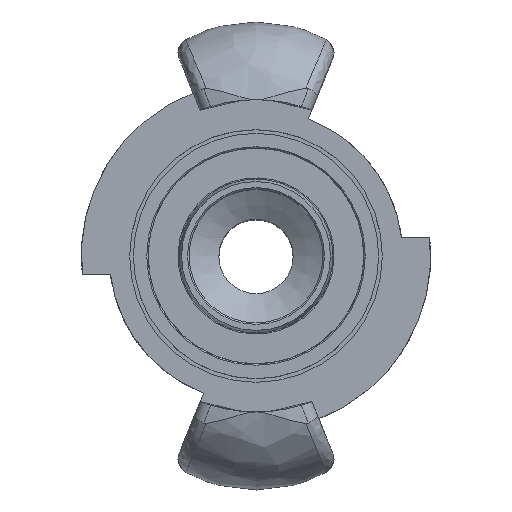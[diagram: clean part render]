
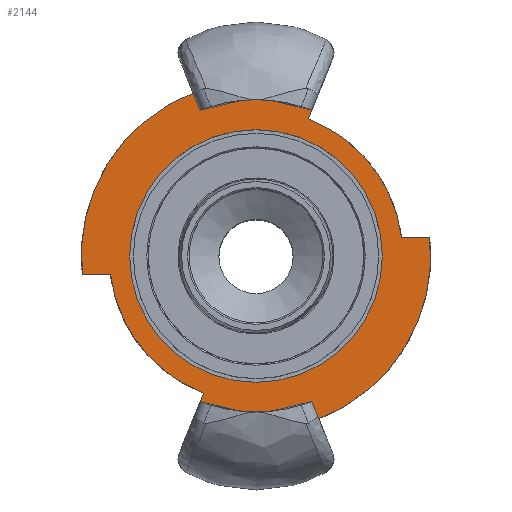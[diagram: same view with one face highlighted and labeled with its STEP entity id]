
A CAD part, top view. The second image highlights one B-rep face of the part: STEP entity #2144.
In plain terms, the highlighted planar face has unit normal (0, 0, 1).
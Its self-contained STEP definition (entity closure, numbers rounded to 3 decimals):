
#51=FACE_BOUND('',#314,.T.);
#180=FACE_OUTER_BOUND('',#313,.T.);
#313=EDGE_LOOP('',(#1528,#1529,#1530,#1531,#1532,#1533,#1534,#1535,#1536,
#1537,#1538,#1539));
#314=EDGE_LOOP('',(#1540));
#443=CIRCLE('',#2276,25.5);
#449=CIRCLE('',#2285,25.5);
#453=CIRCLE('',#2297,19.75);
#456=CIRCLE('',#2300,19.75);
#467=CIRCLE('',#2326,23.5);
#468=CIRCLE('',#2327,23.5);
#469=CIRCLE('',#2328,17.);
#579=LINE('',#3179,#676);
#586=LINE('',#3207,#683);
#593=LINE('',#3226,#690);
#598=LINE('',#3250,#695);
#607=LINE('',#3373,#704);
#616=LINE('',#4242,#713);
#676=VECTOR('',#2538,10.);
#683=VECTOR('',#2549,10.);
#690=VECTOR('',#2562,10.);
#695=VECTOR('',#2571,10.);
#704=VECTOR('',#2618,10.);
#713=VECTOR('',#2695,10.);
#824=VERTEX_POINT('',#3176);
#825=VERTEX_POINT('',#3178);
#833=VERTEX_POINT('',#3204);
#834=VERTEX_POINT('',#3206);
#842=VERTEX_POINT('',#3223);
#843=VERTEX_POINT('',#3225);
#849=VERTEX_POINT('',#3247);
#850=VERTEX_POINT('',#3249);
#860=VERTEX_POINT('',#3366);
#863=VERTEX_POINT('',#3371);
#875=VERTEX_POINT('',#3482);
#901=VERTEX_POINT('',#4240);
#902=VERTEX_POINT('',#4244);
#1020=EDGE_CURVE('',#825,#824,#579,.T.);
#1029=EDGE_CURVE('',#833,#834,#586,.T.);
#1038=EDGE_CURVE('',#842,#843,#593,.T.);
#1045=EDGE_CURVE('',#849,#850,#598,.T.);
#1049=EDGE_CURVE('',#834,#842,#443,.T.);
#1058=EDGE_CURVE('',#825,#849,#449,.T.);
#1069=EDGE_CURVE('',#863,#860,#607,.T.);
#1082=EDGE_CURVE('',#875,#850,#453,.T.);
#1090=EDGE_CURVE('',#863,#843,#456,.T.);
#1133=EDGE_CURVE('',#833,#901,#467,.T.);
#1134=EDGE_CURVE('',#901,#875,#616,.T.);
#1135=EDGE_CURVE('',#824,#860,#468,.T.);
#1136=EDGE_CURVE('',#902,#902,#469,.T.);
#1528=ORIENTED_EDGE('',*,*,#1133,.T.);
#1529=ORIENTED_EDGE('',*,*,#1134,.T.);
#1530=ORIENTED_EDGE('',*,*,#1082,.T.);
#1531=ORIENTED_EDGE('',*,*,#1045,.F.);
#1532=ORIENTED_EDGE('',*,*,#1058,.F.);
#1533=ORIENTED_EDGE('',*,*,#1020,.T.);
#1534=ORIENTED_EDGE('',*,*,#1135,.T.);
#1535=ORIENTED_EDGE('',*,*,#1069,.F.);
#1536=ORIENTED_EDGE('',*,*,#1090,.T.);
#1537=ORIENTED_EDGE('',*,*,#1038,.F.);
#1538=ORIENTED_EDGE('',*,*,#1049,.F.);
#1539=ORIENTED_EDGE('',*,*,#1029,.F.);
#1540=ORIENTED_EDGE('',*,*,#1136,.T.);
#1938=PLANE('',#2325);
#2144=ADVANCED_FACE('',(#180,#51),#1938,.F.);
#2276=AXIS2_PLACEMENT_3D('',#3266,#2577,#2578);
#2285=AXIS2_PLACEMENT_3D('',#3300,#2597,#2598);
#2297=AXIS2_PLACEMENT_3D('',#3483,#2632,#2633);
#2300=AXIS2_PLACEMENT_3D('',#3539,#2639,#2640);
#2325=AXIS2_PLACEMENT_3D('',#4239,#2691,#2692);
#2326=AXIS2_PLACEMENT_3D('',#4241,#2693,#2694);
#2327=AXIS2_PLACEMENT_3D('',#4243,#2696,#2697);
#2328=AXIS2_PLACEMENT_3D('',#4245,#2698,#2699);
#2538=DIRECTION('',(-0.375,0.927,0.));
#2549=DIRECTION('',(-0.375,0.927,0.));
#2562=DIRECTION('',(-0.375,-0.927,0.));
#2571=DIRECTION('',(0.375,0.927,0.));
#2577=DIRECTION('center_axis',(0.,0.,
-1.));
#2578=DIRECTION('ref_axis',(0.,1.,0.));
#2597=DIRECTION('center_axis',(0.,0.,
-1.));
#2598=DIRECTION('ref_axis',(0.,1.,0.));
#2618=DIRECTION('',(1.,0.,0.));
#2632=DIRECTION('center_axis',(0.,0.,
1.));
#2633=DIRECTION('ref_axis',(0.813,-0.582,0.));
#2639=DIRECTION('center_axis',(0.,0.,
1.));
#2640=DIRECTION('ref_axis',(-0.813,-0.582,0.));
#2691=DIRECTION('center_axis',(0.,0.,
-1.));
#2692=DIRECTION('ref_axis',(0.,1.,0.));
#2693=DIRECTION('center_axis',(0.,0.,
1.));
#2694=DIRECTION('ref_axis',(0.994,-0.106,0.));
#2695=DIRECTION('',(1.,0.,0.));
#2696=DIRECTION('center_axis',(0.,0.,
1.));
#2697=DIRECTION('ref_axis',(-0.753,0.657,0.));
#2698=DIRECTION('center_axis',(0.,0.,
-1.));
#2699=DIRECTION('ref_axis',(0.,-1.,0.));
#3176=CARTESIAN_POINT('',(8.458,-21.925,90.5));
#3178=CARTESIAN_POINT('',(9.209,-23.779,90.5));
#3179=CARTESIAN_POINT('',(5.319,-14.175,90.5));
#3204=CARTESIAN_POINT('',(-8.458,21.925,90.5));
#3206=CARTESIAN_POINT('',(-9.209,23.779,90.5));
#3207=CARTESIAN_POINT('',(-5.319,14.175,90.5));
#3223=CARTESIAN_POINT('',(9.209,23.779,90.5));
#3225=CARTESIAN_POINT('',(7.05,18.449,90.5));
#3226=CARTESIAN_POINT('',(5.319,14.175,90.5));
#3247=CARTESIAN_POINT('',(-9.209,-23.779,90.5));
#3249=CARTESIAN_POINT('',(-7.05,-18.449,90.5));
#3250=CARTESIAN_POINT('',(-5.319,-14.175,90.5));
#3266=CARTESIAN_POINT('Origin',(0.,0.,
90.5));
#3300=CARTESIAN_POINT('Origin',(0.,0.,
90.5));
#3366=CARTESIAN_POINT('',(23.367,2.5,90.5));
#3371=CARTESIAN_POINT('',(19.591,2.5,90.5));
#3373=CARTESIAN_POINT('',(0.,2.5,90.5));
#3482=CARTESIAN_POINT('',(-19.591,-2.5,90.5));
#3483=CARTESIAN_POINT('Origin',(0.,0.,
90.5));
#3539=CARTESIAN_POINT('Origin',(0.,0.,
90.5));
#4239=CARTESIAN_POINT('Origin',(0.,0.,
90.5));
#4240=CARTESIAN_POINT('',(-23.367,-2.5,90.5));
#4241=CARTESIAN_POINT('Origin',(0.,0.,
90.5));
#4242=CARTESIAN_POINT('',(0.,-2.5,90.5));
#4243=CARTESIAN_POINT('Origin',(0.,0.,
90.5));
#4244=CARTESIAN_POINT('',(0.,17.,90.5));
#4245=CARTESIAN_POINT('Origin',(0.,0.,
90.5));
